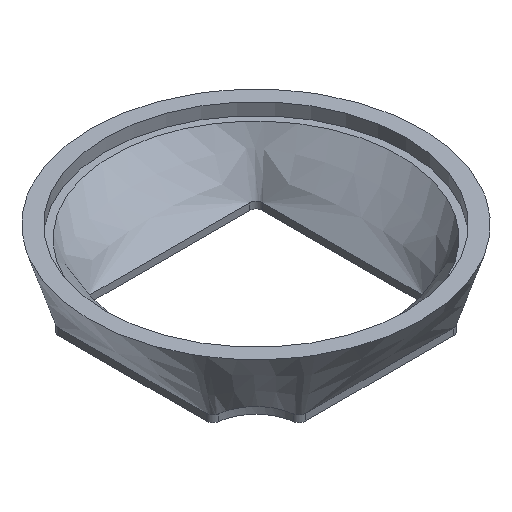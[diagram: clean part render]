
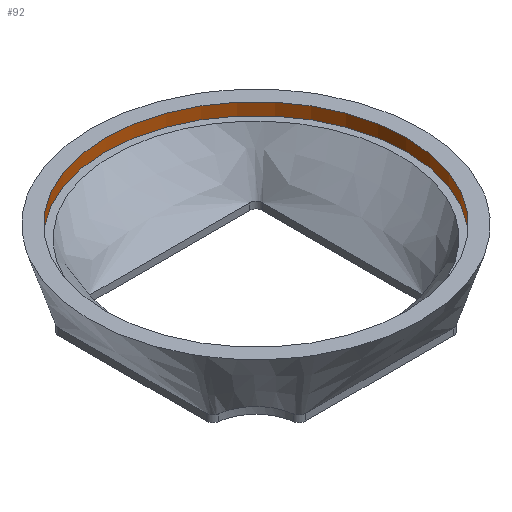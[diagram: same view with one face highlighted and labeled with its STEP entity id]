
A CAD part, isometric view. The second image highlights one B-rep face of the part: STEP entity #92.
In plain terms, the highlighted cylindrical face has radius 22.5 mm (diameter 45 mm), a full revolution.
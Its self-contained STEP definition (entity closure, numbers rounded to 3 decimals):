
#92 = ADVANCED_FACE( '', ( #213, #214 ), #215, .F. );
#213 = FACE_OUTER_BOUND( '', #725, .T. );
#214 = FACE_OUTER_BOUND( '', #726, .T. );
#215 = CYLINDRICAL_SURFACE( '', #727, 22.5 );
#725 = EDGE_LOOP( '', ( #1453 ) );
#726 = EDGE_LOOP( '', ( #1454 ) );
#727 = AXIS2_PLACEMENT_3D( '', #1455, #1456, #1457 );
#1453 = ORIENTED_EDGE( '', *, *, #1778, .T. );
#1454 = ORIENTED_EDGE( '', *, *, #1779, .F. );
#1455 = CARTESIAN_POINT( '', ( 0., 0., -1.8 ) );
#1456 = DIRECTION( '', ( 0., 0., -1. ) );
#1457 = DIRECTION( '', ( 1., 0., 0. ) );
#1778 = EDGE_CURVE( '', #1993, #1993, #1994, .T. );
#1779 = EDGE_CURVE( '', #1995, #1995, #1996, .T. );
#1993 = VERTEX_POINT( '', #2607 );
#1994 = CIRCLE( '', #2608, 22.5 );
#1995 = VERTEX_POINT( '', #2609 );
#1996 = CIRCLE( '', #2610, 22.5 );
#2607 = CARTESIAN_POINT( '', ( 22.5, 0., -1.8 ) );
#2608 = AXIS2_PLACEMENT_3D( '', #2967, #2968, #2969 );
#2609 = CARTESIAN_POINT( '', ( 22.5, 0., 0. ) );
#2610 = AXIS2_PLACEMENT_3D( '', #2970, #2971, #2972 );
#2967 = CARTESIAN_POINT( '', ( 0., 0., -1.8 ) );
#2968 = DIRECTION( '', ( 0., 0., -1. ) );
#2969 = DIRECTION( '', ( 1., 0., 0. ) );
#2970 = CARTESIAN_POINT( '', ( 0., 0., 0. ) );
#2971 = DIRECTION( '', ( 0., 0., -1. ) );
#2972 = DIRECTION( '', ( 1., 0., 0. ) );
